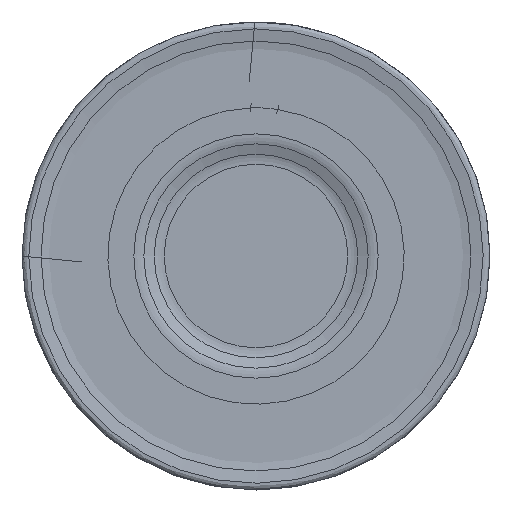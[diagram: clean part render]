
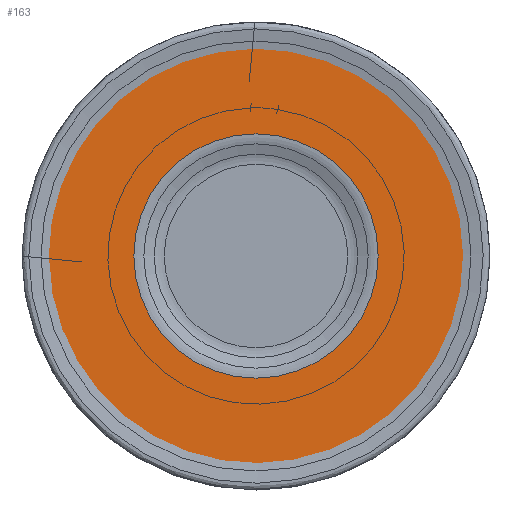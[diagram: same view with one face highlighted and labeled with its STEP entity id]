
A CAD part, left-side view. The second image highlights one B-rep face of the part: STEP entity #163.
In plain terms, the highlighted planar face has unit normal (-1, 0, 0).
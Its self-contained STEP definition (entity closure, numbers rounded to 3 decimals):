
#110=PLANE('',#648);
#163=ADVANCED_FACE('',(#218,#219),#110,.F.);
#218=FACE_BOUND('',#254,.T.);
#219=FACE_BOUND('',#255,.T.);
#254=EDGE_LOOP('',(#314));
#255=EDGE_LOOP('',(#315));
#314=ORIENTED_EDGE('',*,*,#500,.F.);
#315=ORIENTED_EDGE('',*,*,#501,.T.);
#450=VERTEX_POINT('',#908);
#451=VERTEX_POINT('',#911);
#500=EDGE_CURVE('',#450,#450,#574,.T.);
#501=EDGE_CURVE('',#451,#451,#575,.T.);
#574=CIRCLE('',#645,8.353);
#575=CIRCLE('',#647,14.7);
#645=AXIS2_PLACEMENT_3D('',#907,#748,#749);
#647=AXIS2_PLACEMENT_3D('',#910,#752,#753);
#648=AXIS2_PLACEMENT_3D('',#912,#754,#755);
#748=DIRECTION('',(-1.,0.,0.));
#749=DIRECTION('',(0.,0.,1.));
#752=DIRECTION('',(-1.,0.,0.));
#753=DIRECTION('',(0.,0.,1.));
#754=DIRECTION('',(1.,0.,0.));
#755=DIRECTION('',(0.,0.,-1.));
#907=CARTESIAN_POINT('',(0.25,0.,0.));
#908=CARTESIAN_POINT('',(0.25,0.,8.353));
#910=CARTESIAN_POINT('',(0.25,0.,0.));
#911=CARTESIAN_POINT('',(0.25,0.,14.7));
#912=CARTESIAN_POINT('',(0.25,14.7,0.));
